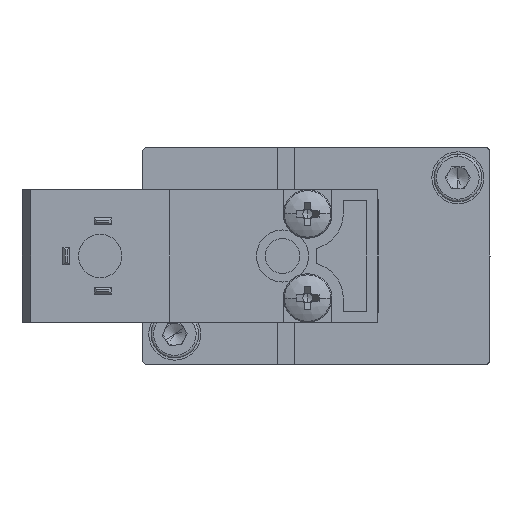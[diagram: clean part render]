
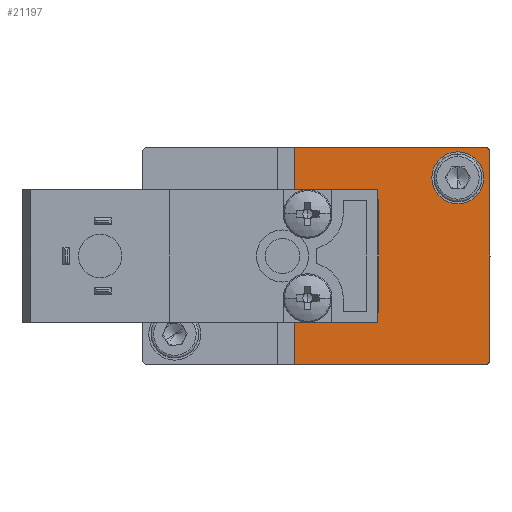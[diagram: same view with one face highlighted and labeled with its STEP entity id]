
A CAD part, left-side view. The second image highlights one B-rep face of the part: STEP entity #21197.
In plain terms, the highlighted planar face has unit normal (-1, 0, 0).
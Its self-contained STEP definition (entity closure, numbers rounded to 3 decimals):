
#251 = CARTESIAN_POINT ( 'NONE',  ( -77., 3.7, 24.5 ) ) ;
#254 = LINE ( 'NONE', #6859, #12037 ) ;
#302 = AXIS2_PLACEMENT_3D ( 'NONE', #14387, #20898, #2520 ) ;
#539 = LINE ( 'NONE', #3857, #1610 ) ;
#688 = LINE ( 'NONE', #19469, #3312 ) ;
#1285 = EDGE_CURVE ( 'NONE', #4498, #5440, #12865, .T. ) ;
#1610 = VECTOR ( 'NONE', #13778, 1000. ) ;
#2520 = DIRECTION ( 'NONE',  ( 0., 0., -1. ) ) ;
#2681 = DIRECTION ( 'NONE',  ( 0., 0., -1. ) ) ;
#2853 = CARTESIAN_POINT ( 'NONE',  ( -77., 0.5, 24.5 ) ) ;
#3308 = EDGE_CURVE ( 'NONE', #20729, #4275, #539, .T. ) ;
#3309 = CARTESIAN_POINT ( 'NONE',  ( -77., 22.5, 0. ) ) ;
#3312 = VECTOR ( 'NONE', #5888, 1000. ) ;
#3857 = CARTESIAN_POINT ( 'NONE',  ( -77., 40., 25. ) ) ;
#4222 = PLANE ( 'NONE',  #5682 ) ;
#4275 = VERTEX_POINT ( 'NONE', #6536 ) ;
#4498 = VERTEX_POINT ( 'NONE', #251 ) ;
#4560 = CARTESIAN_POINT ( 'NONE',  ( -77., 22.5, 25. ) ) ;
#4572 = ORIENTED_EDGE ( 'NONE', *, *, #11280, .T. ) ;
#5440 = VERTEX_POINT ( 'NONE', #14486 ) ;
#5682 = AXIS2_PLACEMENT_3D ( 'NONE', #6030, #5956, #15946 ) ;
#5888 = DIRECTION ( 'NONE',  ( 0., 0., -1. ) ) ;
#5956 = DIRECTION ( 'NONE',  ( -1., 0., 0. ) ) ;
#6030 = CARTESIAN_POINT ( 'NONE',  ( -77., 0., 0. ) ) ;
#6306 = VECTOR ( 'NONE', #16696, 1000. ) ;
#6384 = FACE_BOUND ( 'NONE', #7622, .T. ) ;
#6536 = CARTESIAN_POINT ( 'NONE',  ( -77., 0.5, 25. ) ) ;
#6751 = VERTEX_POINT ( 'NONE', #20687 ) ;
#6841 = DIRECTION ( 'NONE',  ( 0., 0., -1. ) ) ;
#6859 = CARTESIAN_POINT ( 'NONE',  ( -77., 22.5, 25. ) ) ;
#6993 = ORIENTED_EDGE ( 'NONE', *, *, #17350, .F. ) ;
#7622 = EDGE_LOOP ( 'NONE', ( #11737, #15458 ) ) ;
#7770 = AXIS2_PLACEMENT_3D ( 'NONE', #15240, #16922, #6841 ) ;
#7928 = DIRECTION ( 'NONE',  ( -1., 0., 0. ) ) ;
#8822 = EDGE_LOOP ( 'NONE', ( #6993, #4572, #17531, #9715, #14338, #18956 ) ) ;
#8918 = EDGE_CURVE ( 'NONE', #6751, #16653, #17607, .T. ) ;
#9715 = ORIENTED_EDGE ( 'NONE', *, *, #14183, .F. ) ;
#9980 = DIRECTION ( 'NONE',  ( 0., 0., 1. ) ) ;
#10292 = FACE_OUTER_BOUND ( 'NONE', #8822, .T. ) ;
#11280 = EDGE_CURVE ( 'NONE', #17014, #4275, #15047, .T. ) ;
#11737 = ORIENTED_EDGE ( 'NONE', *, *, #21217, .F. ) ;
#12037 = VECTOR ( 'NONE', #9980, 1000. ) ;
#12865 = CIRCLE ( 'NONE', #302, 3. ) ;
#13175 = AXIS2_PLACEMENT_3D ( 'NONE', #2853, #7928, #17808 ) ;
#13778 = DIRECTION ( 'NONE',  ( 0., -1., 0. ) ) ;
#14183 = EDGE_CURVE ( 'NONE', #16653, #20729, #254, .T. ) ;
#14338 = ORIENTED_EDGE ( 'NONE', *, *, #8918, .F. ) ;
#14387 = CARTESIAN_POINT ( 'NONE',  ( -77., 3.7, 21.5 ) ) ;
#14486 = CARTESIAN_POINT ( 'NONE',  ( -77., 3.7, 18.5 ) ) ;
#14989 = VERTEX_POINT ( 'NONE', #20429 ) ;
#15047 = CIRCLE ( 'NONE', #13175, 0.5 ) ;
#15240 = CARTESIAN_POINT ( 'NONE',  ( -77., 0.5, 0.5 ) ) ;
#15325 = CIRCLE ( 'NONE', #7770, 0.5 ) ;
#15458 = ORIENTED_EDGE ( 'NONE', *, *, #1285, .F. ) ;
#15708 = EDGE_CURVE ( 'NONE', #6751, #14989, #15325, .T. ) ;
#15946 = DIRECTION ( 'NONE',  ( 0., 0., -1. ) ) ;
#16467 = CARTESIAN_POINT ( 'NONE',  ( -77., 0., 24.5 ) ) ;
#16653 = VERTEX_POINT ( 'NONE', #3309 ) ;
#16696 = DIRECTION ( 'NONE',  ( 0., 1., 0. ) ) ;
#16922 = DIRECTION ( 'NONE',  ( -1., 0., 0. ) ) ;
#17014 = VERTEX_POINT ( 'NONE', #16467 ) ;
#17350 = EDGE_CURVE ( 'NONE', #17014, #14989, #688, .T. ) ;
#17531 = ORIENTED_EDGE ( 'NONE', *, *, #3308, .F. ) ;
#17607 = LINE ( 'NONE', #21647, #6306 ) ;
#17808 = DIRECTION ( 'NONE',  ( 0., 0., -1. ) ) ;
#17970 = CIRCLE ( 'NONE', #21078, 3. ) ;
#18956 = ORIENTED_EDGE ( 'NONE', *, *, #15708, .T. ) ;
#19469 = CARTESIAN_POINT ( 'NONE',  ( -77., 0., 0. ) ) ;
#19474 = DIRECTION ( 'NONE',  ( -1., 0., 0. ) ) ;
#20429 = CARTESIAN_POINT ( 'NONE',  ( -77., 0., 0.5 ) ) ;
#20687 = CARTESIAN_POINT ( 'NONE',  ( -77., 0.5, 0. ) ) ;
#20729 = VERTEX_POINT ( 'NONE', #4560 ) ;
#20898 = DIRECTION ( 'NONE',  ( -1., 0., 0. ) ) ;
#20899 = CARTESIAN_POINT ( 'NONE',  ( -77., 3.7, 21.5 ) ) ;
#21078 = AXIS2_PLACEMENT_3D ( 'NONE', #20899, #19474, #2681 ) ;
#21197 = ADVANCED_FACE ( 'NONE', ( #6384, #10292 ), #4222, .T. ) ;
#21217 = EDGE_CURVE ( 'NONE', #5440, #4498, #17970, .T. ) ;
#21647 = CARTESIAN_POINT ( 'NONE',  ( -77., 40., 0. ) ) ;
